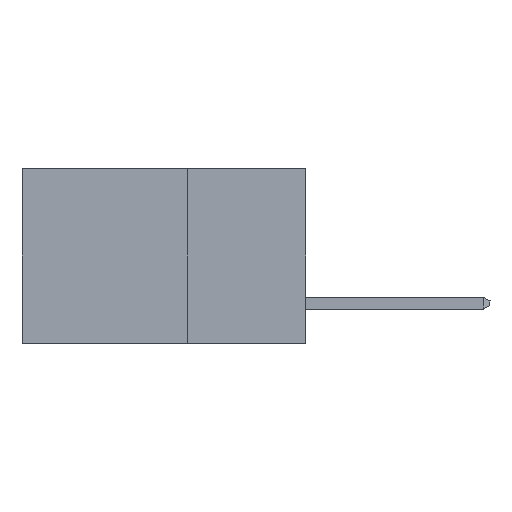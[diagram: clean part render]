
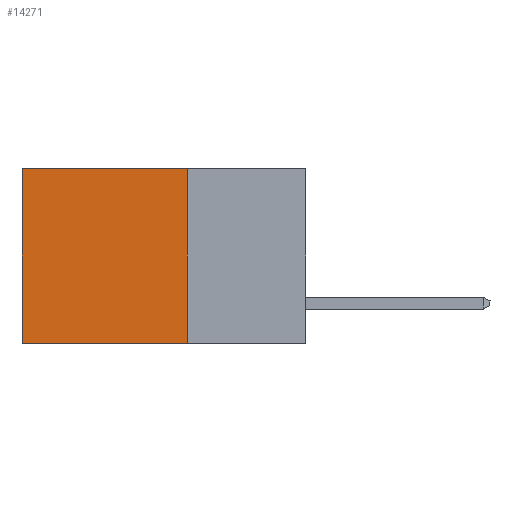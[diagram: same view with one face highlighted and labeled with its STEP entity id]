
A CAD part, left-side view. The second image highlights one B-rep face of the part: STEP entity #14271.
In plain terms, the highlighted planar face has unit normal (-1, 0, 0).
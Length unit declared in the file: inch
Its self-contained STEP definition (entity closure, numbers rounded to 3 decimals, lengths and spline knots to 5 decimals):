
#479 = CARTESIAN_POINT ( 'NONE',  ( 0.298, 0.6, -0.37 ) ) ;
#1181 = EDGE_CURVE ( 'NONE', #23010, #15313, #20655, .T. ) ;
#2628 = VECTOR ( 'NONE', #5716, 39.37008 ) ;
#2876 = CARTESIAN_POINT ( 'NONE',  ( 0.298, 0.25, 0. ) ) ;
#3897 = LINE ( 'NONE', #13590, #2628 ) ;
#4496 = PLANE ( 'NONE',  #6313 ) ;
#4503 = VECTOR ( 'NONE', #21225, 39.37008 ) ;
#5716 = DIRECTION ( 'NONE',  ( 0., 1., 0. ) ) ;
#6313 = AXIS2_PLACEMENT_3D ( 'NONE', #18565, #14568, #22820 ) ;
#6416 = EDGE_CURVE ( 'NONE', #18418, #24455, #3897, .T. ) ;
#6603 = ORIENTED_EDGE ( 'NONE', *, *, #11461, .F. ) ;
#6959 = ORIENTED_EDGE ( 'NONE', *, *, #24367, .T. ) ;
#7962 = DIRECTION ( 'NONE',  ( 0., 0., -1. ) ) ;
#8459 = FACE_OUTER_BOUND ( 'NONE', #8948, .T. ) ;
#8948 = EDGE_LOOP ( 'NONE', ( #6959, #17745, #6603, #11447 ) ) ;
#11447 = ORIENTED_EDGE ( 'NONE', *, *, #1181, .T. ) ;
#11461 = EDGE_CURVE ( 'NONE', #23010, #18418, #17794, .T. ) ;
#12220 = CARTESIAN_POINT ( 'NONE',  ( 0.298, 0.6, 0. ) ) ;
#12840 = CARTESIAN_POINT ( 'NONE',  ( 0.298, 0.6, 0. ) ) ;
#13590 = CARTESIAN_POINT ( 'NONE',  ( 0.298, 0.25, -0.37 ) ) ;
#14271 = ADVANCED_FACE ( 'NONE', ( #8459 ), #4496, .F. ) ;
#14568 = DIRECTION ( 'NONE',  ( 1., 0., 0. ) ) ;
#15313 = VERTEX_POINT ( 'NONE', #12840 ) ;
#17745 = ORIENTED_EDGE ( 'NONE', *, *, #6416, .F. ) ;
#17794 = LINE ( 'NONE', #2876, #4503 ) ;
#18418 = VERTEX_POINT ( 'NONE', #23834 ) ;
#18565 = CARTESIAN_POINT ( 'NONE',  ( 0.298, 0.25, 0. ) ) ;
#20371 = DIRECTION ( 'NONE',  ( 0., 1., 0. ) ) ;
#20522 = VECTOR ( 'NONE', #7962, 39.37008 ) ;
#20655 = LINE ( 'NONE', #24704, #26018 ) ;
#21225 = DIRECTION ( 'NONE',  ( 0., 0., -1. ) ) ;
#21667 = CARTESIAN_POINT ( 'NONE',  ( 0.298, 0.25, 0. ) ) ;
#21779 = LINE ( 'NONE', #12220, #20522 ) ;
#22820 = DIRECTION ( 'NONE',  ( 0., 0., -1. ) ) ;
#23010 = VERTEX_POINT ( 'NONE', #21667 ) ;
#23834 = CARTESIAN_POINT ( 'NONE',  ( 0.298, 0.25, -0.37 ) ) ;
#24367 = EDGE_CURVE ( 'NONE', #15313, #24455, #21779, .T. ) ;
#24455 = VERTEX_POINT ( 'NONE', #479 ) ;
#24704 = CARTESIAN_POINT ( 'NONE',  ( 0.298, 0.25, 0. ) ) ;
#26018 = VECTOR ( 'NONE', #20371, 39.37008 ) ;
